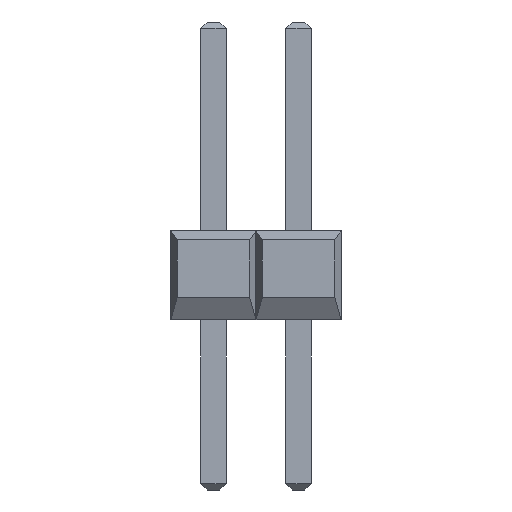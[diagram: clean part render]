
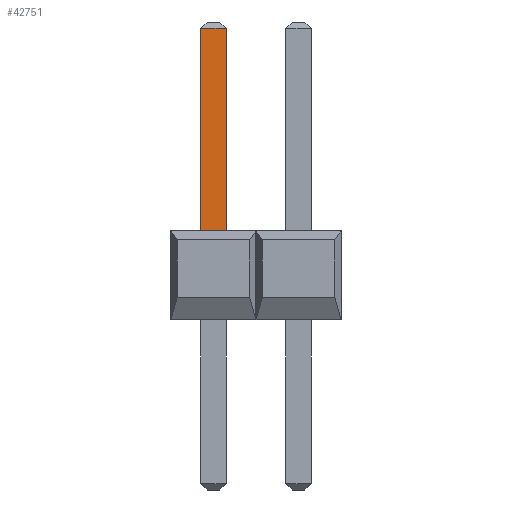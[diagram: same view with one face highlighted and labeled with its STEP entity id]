
A CAD part, left-side view. The second image highlights one B-rep face of the part: STEP entity #42751.
In plain terms, the highlighted planar face has unit normal (-1, 0, 0).
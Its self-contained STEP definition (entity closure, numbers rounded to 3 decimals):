
#42751=ADVANCED_FACE('',(#42757),#42752,.F.);
#42752=PLANE('',#42753);
#42753=AXIS2_PLACEMENT_3D('',#42754,#42755,#42756);
#42754=CARTESIAN_POINT('Origin',(-0.381,0.381,2.659));
#42755=DIRECTION('center_axis',(1.0,0.0,0.0));
#42756=DIRECTION('ref_axis',(0.,0.,1.));
#42757=FACE_OUTER_BOUND('',#42758,.T.);
#42758=EDGE_LOOP('',(#42759,#42769,#42779,#42789));
#42759=ORIENTED_EDGE('',*,*,#42760,.F.);
#42760=EDGE_CURVE('',#42761,#42763,#42765,.T.);
#42761=VERTEX_POINT('',#42762);
#42762=CARTESIAN_POINT('',(-0.381,-0.381,2.659));
#42763=VERTEX_POINT('',#42764);
#42764=CARTESIAN_POINT('',(-0.381,0.381,2.659));
#42765=LINE('',#42766,#42767);
#42766=CARTESIAN_POINT('',(-0.381,-0.381,2.659));
#42767=VECTOR('',#42768,0.762);
#42768=DIRECTION('',(0.0,1.0,0.0));
#42769=ORIENTED_EDGE('',*,*,#42770,.F.);
#42770=EDGE_CURVE('',#42771,#42773,#42775,.T.);
#42771=VERTEX_POINT('',#42772);
#42772=CARTESIAN_POINT('',(-0.381,-0.381,8.7));
#42773=VERTEX_POINT('',#42762);
#42775=LINE('',#42776,#42777);
#42776=CARTESIAN_POINT('',(-0.381,-0.381,8.7));
#42777=VECTOR('',#42778,6.041);
#42778=DIRECTION('',(0.0,0.0,-1.0));
#42779=ORIENTED_EDGE('',*,*,#42780,.F.);
#42780=EDGE_CURVE('',#42781,#42783,#42785,.T.);
#42781=VERTEX_POINT('',#42782);
#42782=CARTESIAN_POINT('',(-0.381,0.381,8.7));
#42783=VERTEX_POINT('',#42772);
#42785=LINE('',#42786,#42787);
#42786=CARTESIAN_POINT('',(-0.381,0.381,8.7));
#42787=VECTOR('',#42788,0.762);
#42788=DIRECTION('',(0.0,-1.0,0.0));
#42789=ORIENTED_EDGE('',*,*,#42790,.F.);
#42790=EDGE_CURVE('',#42791,#42793,#42795,.T.);
#42791=VERTEX_POINT('',#42764);
#42793=VERTEX_POINT('',#42782);
#42795=LINE('',#42796,#42797);
#42796=CARTESIAN_POINT('',(-0.381,0.381,2.659));
#42797=VECTOR('',#42798,6.041);
#42798=DIRECTION('',(0.0,0.0,1.0));
